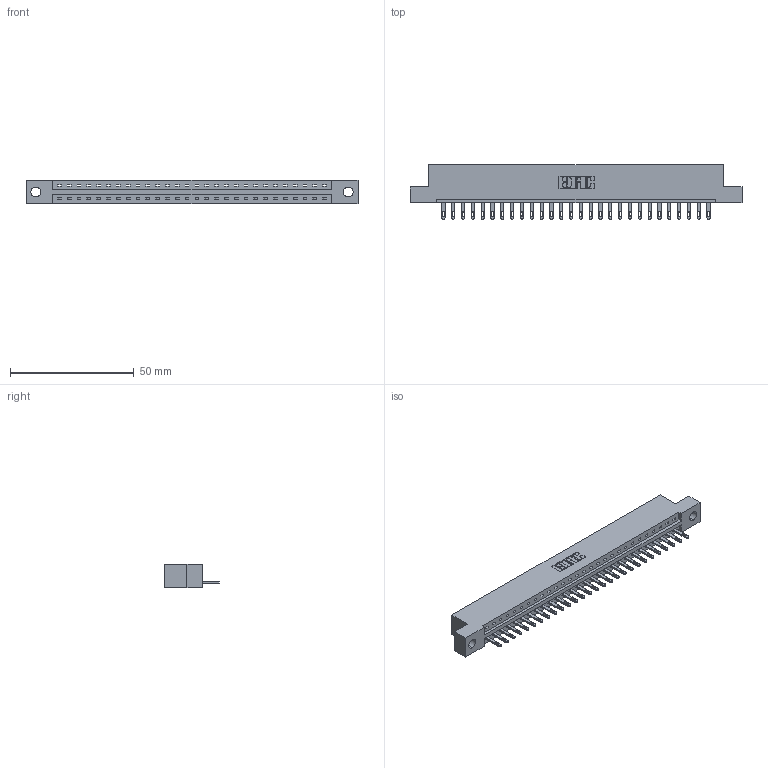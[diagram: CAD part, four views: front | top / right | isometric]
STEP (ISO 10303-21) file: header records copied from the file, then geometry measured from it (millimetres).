
FILE_DESCRIPTION (( 'STEP AP203' ), '1' );
FILE_NAME ('337-028-500-104.STEP', '2019-09-30T20:23:39', ( '' ), ( '' ), 'SwSTEP 2.0', 'SolidWorks 2016', '' );
FILE_SCHEMA (( 'CONFIG_CONTROL_DESIGN' ));
Length unit declared in the file: inch
Products named in the file (3): 337-028-500-104; 337 Part_Flush Mounting Lugs - 0.156 Dia-TH; 345-292-001_345-293-100
Assembly tree (29 placements, depth 2):
  337-028-500-104
    337 Part_Flush Mounting Lugs - 0.156 Dia-TH
    345-292-001_345-293-100  x28
Bounding box: 133.96 x 21.85 x 9.4 mm (x, y, z)
Volume: 13677.1 mm3; surface area: 13916.3 mm2
Topology: 29 solids, 29 shells, 1738 faces, 5351 edges, 3566 vertices
Faces by surface type: plane 1190, cylinder 548
Entity records: 22557 total; most frequent: CARTESIAN_POINT 3934, ORIENTED_EDGE 3898, DIRECTION 3341, EDGE_CURVE 1949, LINE 1817, VECTOR 1817, VERTEX_POINT 1298, AXIS2_PLACEMENT_3D 762
